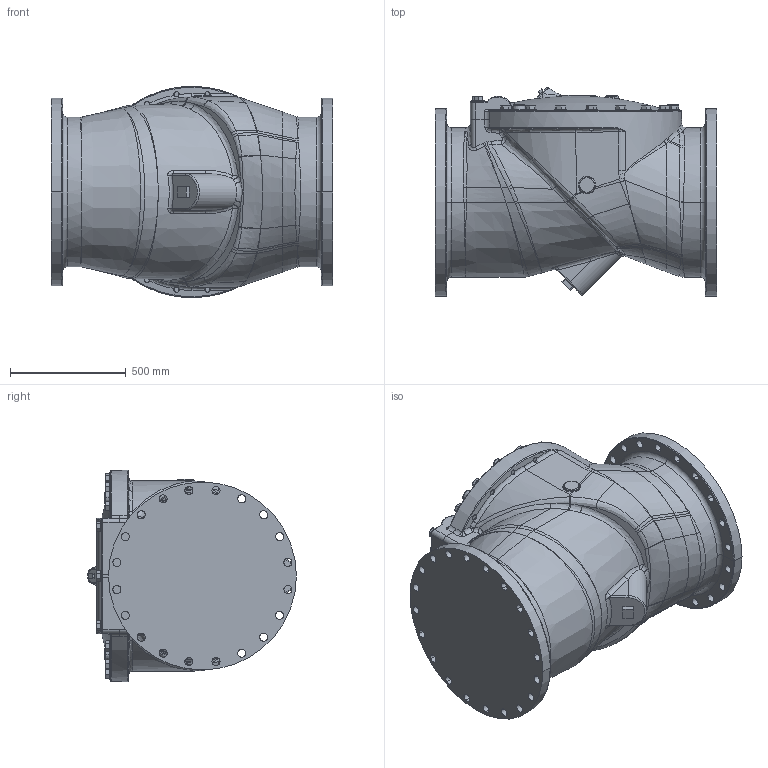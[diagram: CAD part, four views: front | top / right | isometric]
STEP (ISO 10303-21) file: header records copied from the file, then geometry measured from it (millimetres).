
FILE_DESCRIPTION((''),'2;1');
FILE_NAME('524A_SW0001','2023-10-31T15:06:42',('jlesh'),(''),'CREO PARAMETRIC BY PTC INC, 2023072','CREO PARAMETRIC BY PTC INC, 2023072','');
FILE_SCHEMA(('AUTOMOTIVE_DESIGN { 1 0 10303 214 1 1 1 1 }'));
Length unit declared in the file: inch
Products named in the file (1): 524A_SW0001
Bounding box: 1219.2 x 903.29 x 914.16 mm (x, y, z)
Volume: 549201752 mm3; surface area: 5033689.2 mm2
Topology: 1 solids, 2 shells, 1098 faces, 2567 edges, 1525 vertices
Faces by surface type: bspline 293, plane 249, cylinder 222, torus 182, cone 127, sphere 25
Entity records: 83818 total; most frequent: CARTESIAN_POINT 54291, ORIENTED_EDGE 5114, DIRECTION 4355, EDGE_CURVE 2557, AXIS2_PLACEMENT_3D 1886, VERTEX_POINT 1525, COLOUR_RGB 1331, EDGE_LOOP 1242
